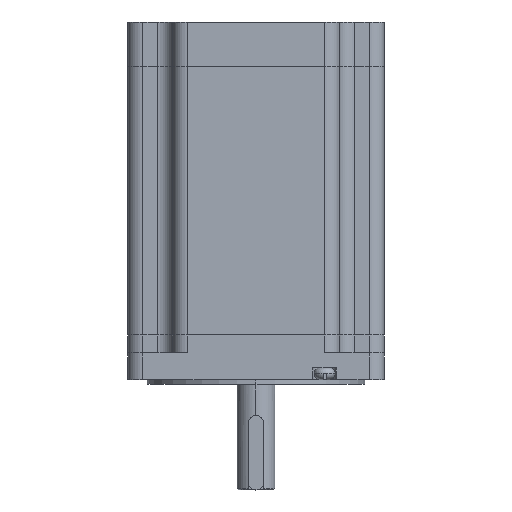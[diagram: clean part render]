
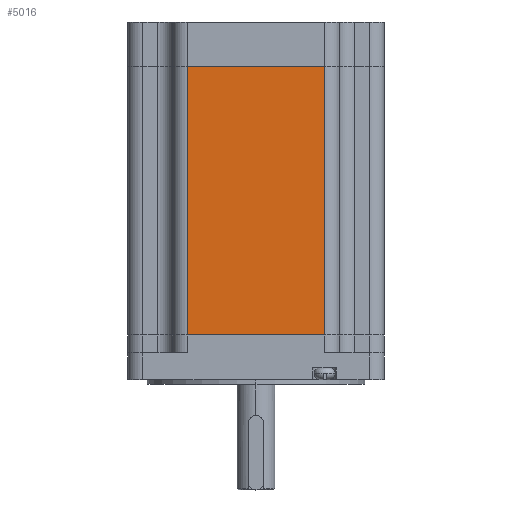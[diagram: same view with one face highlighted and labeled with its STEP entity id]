
A CAD part, left-side view. The second image highlights one B-rep face of the part: STEP entity #5016.
In plain terms, the highlighted planar face has unit normal (-1, 0, 0).
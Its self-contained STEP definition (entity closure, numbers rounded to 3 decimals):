
#3387 = CARTESIAN_POINT ( 'NONE',  ( -29., 37.9, 0. ) ) ;
#3393 = CARTESIAN_POINT ( 'NONE',  ( -29., 37.9, 90. ) ) ;
#3418 = DIRECTION ( 'NONE',  ( 1., 0., 0. ) ) ;
#3419 = VECTOR ( 'NONE', #3431, 1000. ) ;
#3422 = PLANE ( 'NONE',  #3437 ) ;
#3429 = CARTESIAN_POINT ( 'NONE',  ( -29., 37.9, 90. ) ) ;
#3430 = FACE_OUTER_BOUND ( 'NONE', #4997, .T. ) ;
#3431 = DIRECTION ( 'NONE',  ( 0., -1., 0. ) ) ;
#3432 = CARTESIAN_POINT ( 'NONE',  ( -29., 37.9, 0. ) ) ;
#3437 = AXIS2_PLACEMENT_3D ( 'NONE', #3429, #3418, #3474 ) ;
#3438 = CARTESIAN_POINT ( 'NONE',  ( -29., -8.1, 0. ) ) ;
#3443 = LINE ( 'NONE', #3432, #3419 ) ;
#3446 = CARTESIAN_POINT ( 'NONE',  ( -29., -8.1, 90. ) ) ;
#3447 = LINE ( 'NONE', #3446, #3467 ) ;
#3459 = DIRECTION ( 'NONE',  ( 0., 0., -1. ) ) ;
#3460 = VECTOR ( 'NONE', #3459, 1000. ) ;
#3462 = CARTESIAN_POINT ( 'NONE',  ( -29., 37.9, 90. ) ) ;
#3463 = LINE ( 'NONE', #3462, #3460 ) ;
#3465 = CARTESIAN_POINT ( 'NONE',  ( -29., -8.1, 90. ) ) ;
#3466 = DIRECTION ( 'NONE',  ( 0., 0., -1. ) ) ;
#3467 = VECTOR ( 'NONE', #3466, 1000. ) ;
#3474 = DIRECTION ( 'NONE',  ( 0., 1., 0. ) ) ;
#3532 = DIRECTION ( 'NONE',  ( 0., -1., 0. ) ) ;
#3533 = VECTOR ( 'NONE', #3532, 1000. ) ;
#3536 = CARTESIAN_POINT ( 'NONE',  ( -29., 37.9, 90. ) ) ;
#3537 = LINE ( 'NONE', #3536, #3533 ) ;
#4997 = EDGE_LOOP ( 'NONE', ( #5000, #5014, #5029, #5022 ) ) ;
#5000 = ORIENTED_EDGE ( 'NONE', *, *, #5015, .T. ) ;
#5004 = VERTEX_POINT ( 'NONE', #3387 ) ;
#5006 = VERTEX_POINT ( 'NONE', #3393 ) ;
#5013 = VERTEX_POINT ( 'NONE', #3438 ) ;
#5014 = ORIENTED_EDGE ( 'NONE', *, *, #5018, .F. ) ;
#5015 = EDGE_CURVE ( 'NONE', #5004, #5013, #3443, .T. ) ;
#5016 = ADVANCED_FACE ( 'NONE', ( #3430 ), #3422, .F. ) ;
#5018 = EDGE_CURVE ( 'NONE', #5020, #5013, #3447, .T. ) ;
#5020 = VERTEX_POINT ( 'NONE', #3465 ) ;
#5022 = ORIENTED_EDGE ( 'NONE', *, *, #5027, .T. ) ;
#5027 = EDGE_CURVE ( 'NONE', #5006, #5004, #3463, .T. ) ;
#5029 = ORIENTED_EDGE ( 'NONE', *, *, #5051, .F. ) ;
#5051 = EDGE_CURVE ( 'NONE', #5006, #5020, #3537, .T. ) ;
